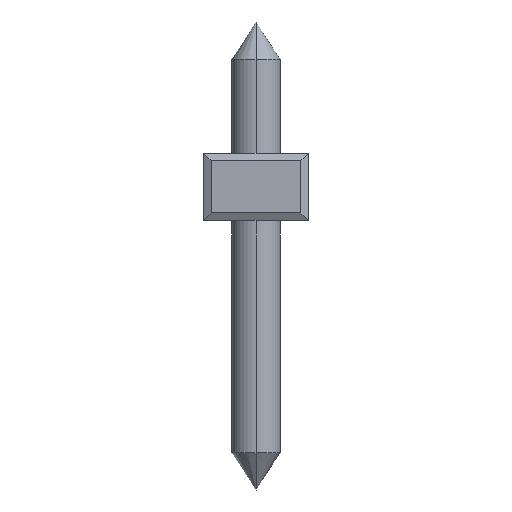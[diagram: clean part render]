
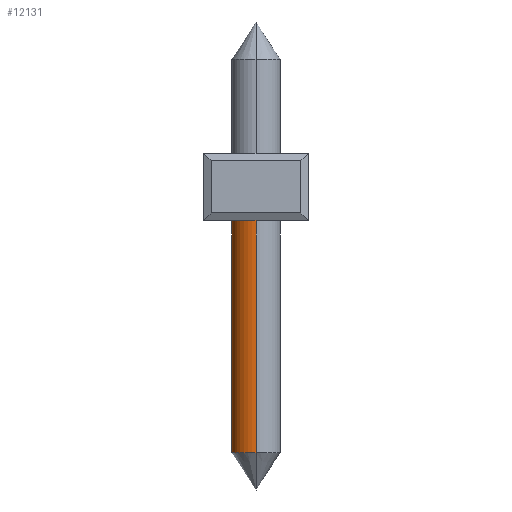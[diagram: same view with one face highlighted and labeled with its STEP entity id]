
A CAD part, front view. The second image highlights one B-rep face of the part: STEP entity #12131.
In plain terms, the highlighted cylindrical face has radius 0.65 mm (diameter 1.3 mm), a partial arc.
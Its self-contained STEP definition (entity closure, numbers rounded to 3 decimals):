
#3205=CARTESIAN_POINT('',(1.4,-112.5,0.2));
#3206=DIRECTION('',(0.,0.,1.));
#3207=DIRECTION('',(0.,1.,0.));
#3208=AXIS2_PLACEMENT_3D('',#3205,#3206,#3207);
#3215=CARTESIAN_POINT('',(1.4,-112.5,-6.2));
#3216=DIRECTION('',(0.,0.,1.));
#3217=DIRECTION('',(0.,1.,0.));
#3218=AXIS2_PLACEMENT_3D('',#3215,#3216,#3217);
#3220=DIRECTION('',(0.,0.,1.));
#3221=VECTOR('',#3220,6.4);
#3222=CARTESIAN_POINT('',(1.4,-111.85,-6.2));
#3223=LINE('',#3222,#3221);
#3229=DIRECTION('',(0.,0.,1.));
#3230=VECTOR('',#3229,6.4);
#3231=CARTESIAN_POINT('',(1.4,-113.15,-6.2));
#3232=LINE('',#3231,#3230);
#8754=CARTESIAN_POINT('',(1.4,-111.85,-6.2));
#8756=VERTEX_POINT('',#8754);
#8761=CARTESIAN_POINT('',(1.4,-113.15,-6.2));
#8762=VERTEX_POINT('',#8761);
#8765=CARTESIAN_POINT('',(1.4,-111.85,0.2));
#8766=CARTESIAN_POINT('',(1.4,-113.15,0.2));
#8767=VERTEX_POINT('',#8765);
#8768=VERTEX_POINT('',#8766);
#12117=CARTESIAN_POINT('',(1.4,-112.5,-7.825));
#12118=DIRECTION('',(0.,0.,1.));
#12119=DIRECTION('',(0.,1.,0.));
#12120=AXIS2_PLACEMENT_3D('',#12117,#12118,#12119);
#12121=CYLINDRICAL_SURFACE('',#12120,0.65);
#12122=ORIENTED_EDGE('',*,*,#12098,.T.);
#12124=ORIENTED_EDGE('',*,*,#12123,.F.);
#12126=ORIENTED_EDGE('',*,*,#12125,.F.);
#12128=ORIENTED_EDGE('',*,*,#12127,.T.);
#12129=EDGE_LOOP('',(#12122,#12124,#12126,#12128));
#12130=FACE_OUTER_BOUND('',#12129,.F.);
#12131=ADVANCED_FACE('',(#12130),#12121,.T.);
#3209=CIRCLE('',#3208,0.65);
#3219=CIRCLE('',#3218,0.65);
#12098=EDGE_CURVE('',#8767,#8768,#3209,.T.);
#12123=EDGE_CURVE('',#8762,#8768,#3232,.T.);
#12125=EDGE_CURVE('',#8756,#8762,#3219,.T.);
#12127=EDGE_CURVE('',#8756,#8767,#3223,.T.);
